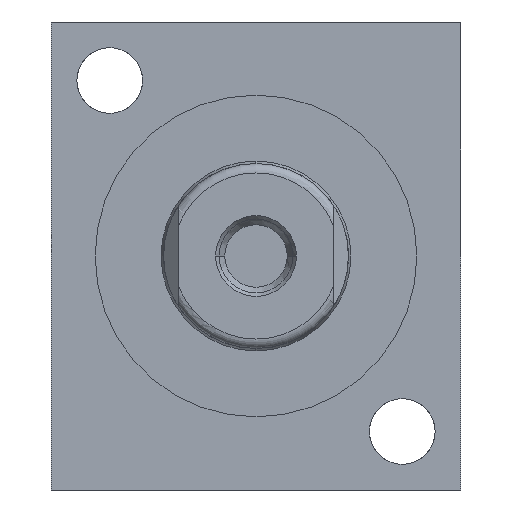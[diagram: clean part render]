
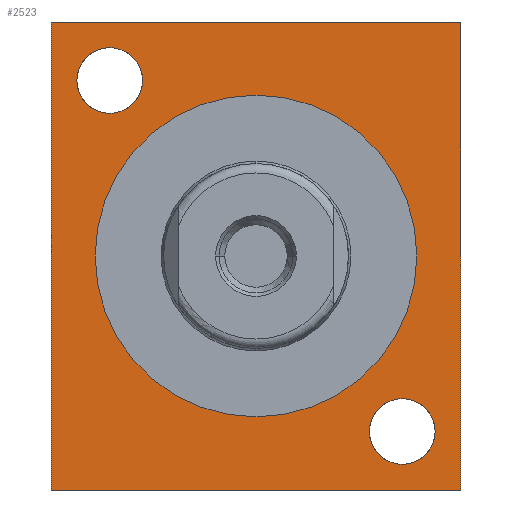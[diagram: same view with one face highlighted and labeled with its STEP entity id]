
A CAD part, left-side view. The second image highlights one B-rep face of the part: STEP entity #2523.
In plain terms, the highlighted planar face has unit normal (-1, 0, 0).
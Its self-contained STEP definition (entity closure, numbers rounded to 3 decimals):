
#491=DIRECTION('',(0.,-1.,0.));
#492=VECTOR('',#491,44.45);
#493=CARTESIAN_POINT('',(0.,22.225,25.4));
#494=LINE('',#493,#492);
#498=DIRECTION('',(0.,0.,-1.));
#499=VECTOR('',#498,50.8);
#500=CARTESIAN_POINT('',(0.,-22.225,25.4));
#501=LINE('',#500,#499);
#505=DIRECTION('',(0.,1.,0.));
#506=VECTOR('',#505,44.45);
#507=CARTESIAN_POINT('',(0.,-22.225,-25.4));
#508=LINE('',#507,#506);
#512=DIRECTION('',(0.,0.,1.));
#513=VECTOR('',#512,50.8);
#514=CARTESIAN_POINT('',(0.,22.225,-25.4));
#515=LINE('',#514,#513);
#519=CARTESIAN_POINT('',(0.,15.875,19.05));
#520=DIRECTION('',(1.,0.,0.));
#521=DIRECTION('',(0.,1.,0.));
#522=AXIS2_PLACEMENT_3D('',#519,#520,#521);
#527=CARTESIAN_POINT('',(0.,15.875,19.05));
#528=DIRECTION('',(1.,0.,0.));
#529=DIRECTION('',(0.,-1.,0.));
#530=AXIS2_PLACEMENT_3D('',#527,#528,#529);
#535=CARTESIAN_POINT('',(0.,-15.875,-19.05));
#536=DIRECTION('',(1.,0.,0.));
#537=DIRECTION('',(0.,1.,0.));
#538=AXIS2_PLACEMENT_3D('',#535,#536,#537);
#543=CARTESIAN_POINT('',(0.,-15.875,-19.05));
#544=DIRECTION('',(1.,0.,0.));
#545=DIRECTION('',(0.,-1.,0.));
#546=AXIS2_PLACEMENT_3D('',#543,#544,#545);
#551=CARTESIAN_POINT('',(0.,0.,0.));
#552=DIRECTION('',(-1.,0.,0.));
#553=DIRECTION('',(0.,1.,0.));
#554=AXIS2_PLACEMENT_3D('',#551,#552,#553);
#559=CARTESIAN_POINT('',(0.,0.,0.));
#560=DIRECTION('',(-1.,0.,0.));
#561=DIRECTION('',(0.,-1.,0.));
#562=AXIS2_PLACEMENT_3D('',#559,#560,#561);
#1764=CARTESIAN_POINT('',(0.,22.225,25.4));
#1765=CARTESIAN_POINT('',(0.,-22.225,25.4));
#1766=VERTEX_POINT('',#1764);
#1767=VERTEX_POINT('',#1765);
#1768=CARTESIAN_POINT('',(0.,-22.225,-25.4));
#1769=VERTEX_POINT('',#1768);
#1770=CARTESIAN_POINT('',(0.,22.225,-25.4));
#1771=VERTEX_POINT('',#1770);
#1780=CARTESIAN_POINT('',(0.,19.444,19.05));
#1781=CARTESIAN_POINT('',(0.,12.307,19.05));
#1782=VERTEX_POINT('',#1780);
#1783=VERTEX_POINT('',#1781);
#1900=CARTESIAN_POINT('',(0.,-12.307,-19.05));
#1901=CARTESIAN_POINT('',(0.,-19.444,-19.05));
#1902=VERTEX_POINT('',#1900);
#1903=VERTEX_POINT('',#1901);
#1912=CARTESIAN_POINT('',(0.,17.463,0.));
#1913=CARTESIAN_POINT('',(0.,-17.463,0.));
#1914=VERTEX_POINT('',#1912);
#1915=VERTEX_POINT('',#1913);
#2491=CARTESIAN_POINT('',(0.,0.,0.));
#2492=DIRECTION('',(1.,0.,0.));
#2493=DIRECTION('',(0.,0.,-1.));
#2494=AXIS2_PLACEMENT_3D('',#2491,#2492,#2493);
#2495=PLANE('',#2494);
#2497=ORIENTED_EDGE('',*,*,#2496,.T.);
#2499=ORIENTED_EDGE('',*,*,#2498,.T.);
#2501=ORIENTED_EDGE('',*,*,#2500,.T.);
#2503=ORIENTED_EDGE('',*,*,#2502,.T.);
#2504=EDGE_LOOP('',(#2497,#2499,#2501,#2503));
#2505=FACE_OUTER_BOUND('',#2504,.F.);
#2507=ORIENTED_EDGE('',*,*,#2506,.F.);
#2509=ORIENTED_EDGE('',*,*,#2508,.F.);
#2510=EDGE_LOOP('',(#2507,#2509));
#2511=FACE_BOUND('',#2510,.F.);
#2513=ORIENTED_EDGE('',*,*,#2512,.F.);
#2515=ORIENTED_EDGE('',*,*,#2514,.F.);
#2516=EDGE_LOOP('',(#2513,#2515));
#2517=FACE_BOUND('',#2516,.F.);
#2518=ORIENTED_EDGE('',*,*,#2481,.T.);
#2520=ORIENTED_EDGE('',*,*,#2519,.T.);
#2521=EDGE_LOOP('',(#2518,#2520));
#2522=FACE_BOUND('',#2521,.F.);
#2523=ADVANCED_FACE('',(#2505,#2511,#2517,#2522),#2495,.F.);
#523=CIRCLE('',#522,3.569);
#531=CIRCLE('',#530,3.569);
#539=CIRCLE('',#538,3.569);
#547=CIRCLE('',#546,3.569);
#555=CIRCLE('',#554,17.463);
#563=CIRCLE('',#562,17.463);
#2481=EDGE_CURVE('',#1914,#1915,#555,.T.);
#2496=EDGE_CURVE('',#1766,#1767,#494,.T.);
#2498=EDGE_CURVE('',#1767,#1769,#501,.T.);
#2500=EDGE_CURVE('',#1769,#1771,#508,.T.);
#2502=EDGE_CURVE('',#1771,#1766,#515,.T.);
#2506=EDGE_CURVE('',#1782,#1783,#523,.T.);
#2508=EDGE_CURVE('',#1783,#1782,#531,.T.);
#2512=EDGE_CURVE('',#1902,#1903,#539,.T.);
#2514=EDGE_CURVE('',#1903,#1902,#547,.T.);
#2519=EDGE_CURVE('',#1915,#1914,#563,.T.);
